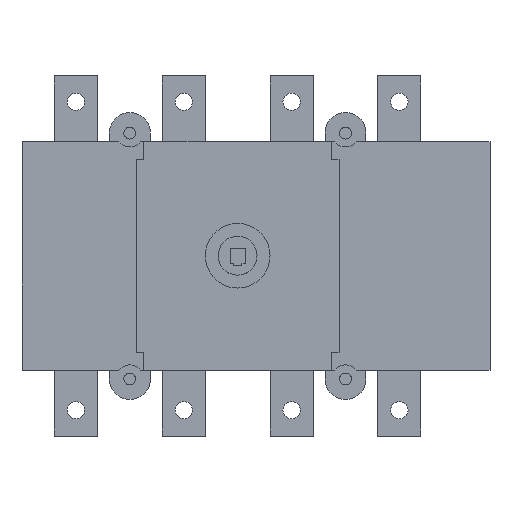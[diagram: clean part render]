
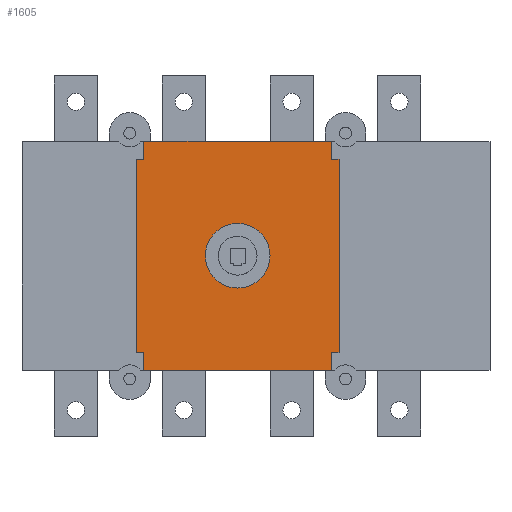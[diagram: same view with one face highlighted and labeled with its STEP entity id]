
A CAD part, top view. The second image highlights one B-rep face of the part: STEP entity #1605.
In plain terms, the highlighted planar face has unit normal (0, 0, 1).
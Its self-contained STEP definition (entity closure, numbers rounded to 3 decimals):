
#116=PLANE('',#2367);
#181=FACE_BOUND('',#454,.T.);
#286=FACE_OUTER_BOUND('',#453,.T.);
#453=EDGE_LOOP('',(#1413,#1414,#1415,#1416,#1417,#1418,#1419,#1420,#1421,
#1422,#1423,#1424));
#454=EDGE_LOOP('',(#1425));
#641=VERTEX_POINT('',#3537);
#642=VERTEX_POINT('',#3539);
#643=VERTEX_POINT('',#3543);
#644=VERTEX_POINT('',#3547);
#645=VERTEX_POINT('',#3551);
#646=VERTEX_POINT('',#3555);
#647=VERTEX_POINT('',#3559);
#648=VERTEX_POINT('',#3563);
#649=VERTEX_POINT('',#3567);
#650=VERTEX_POINT('',#3569);
#651=VERTEX_POINT('',#3571);
#652=VERTEX_POINT('',#3573);
#653=VERTEX_POINT('',#3576);
#898=EDGE_CURVE('',#641,#642,#1924,.T.);
#901=EDGE_CURVE('',#643,#641,#1927,.T.);
#903=EDGE_CURVE('',#644,#643,#1929,.T.);
#905=EDGE_CURVE('',#645,#644,#1931,.T.);
#907=EDGE_CURVE('',#646,#645,#1933,.T.);
#909=EDGE_CURVE('',#647,#646,#1935,.T.);
#911=EDGE_CURVE('',#648,#647,#1937,.T.);
#912=EDGE_CURVE('',#642,#649,#1938,.T.);
#913=EDGE_CURVE('',#650,#648,#1939,.T.);
#914=EDGE_CURVE('',#651,#650,#1940,.T.);
#915=EDGE_CURVE('',#652,#651,#1941,.T.);
#916=EDGE_CURVE('',#649,#652,#1942,.T.);
#917=EDGE_CURVE('',#653,#653,#1677,.T.);
#1413=ORIENTED_EDGE('',*,*,#912,.F.);
#1414=ORIENTED_EDGE('',*,*,#898,.F.);
#1415=ORIENTED_EDGE('',*,*,#901,.F.);
#1416=ORIENTED_EDGE('',*,*,#903,.F.);
#1417=ORIENTED_EDGE('',*,*,#905,.F.);
#1418=ORIENTED_EDGE('',*,*,#907,.F.);
#1419=ORIENTED_EDGE('',*,*,#909,.F.);
#1420=ORIENTED_EDGE('',*,*,#911,.F.);
#1421=ORIENTED_EDGE('',*,*,#913,.F.);
#1422=ORIENTED_EDGE('',*,*,#914,.F.);
#1423=ORIENTED_EDGE('',*,*,#915,.F.);
#1424=ORIENTED_EDGE('',*,*,#916,.F.);
#1425=ORIENTED_EDGE('',*,*,#917,.T.);
#1605=ADVANCED_FACE('',(#286,#181),#116,.T.);
#1677=CIRCLE('',#2368,15.);
#1924=LINE('',#3540,#2167);
#1927=LINE('',#3545,#2170);
#1929=LINE('',#3549,#2172);
#1931=LINE('',#3553,#2174);
#1933=LINE('',#3557,#2176);
#1935=LINE('',#3561,#2178);
#1937=LINE('',#3565,#2180);
#1938=LINE('',#3568,#2181);
#1939=LINE('',#3570,#2182);
#1940=LINE('',#3572,#2183);
#1941=LINE('',#3574,#2184);
#1942=LINE('',#3575,#2185);
#2167=VECTOR('',#2880,10.);
#2170=VECTOR('',#2885,10.);
#2172=VECTOR('',#2889,10.);
#2174=VECTOR('',#2893,10.);
#2176=VECTOR('',#2897,10.);
#2178=VECTOR('',#2901,10.);
#2180=VECTOR('',#2905,10.);
#2181=VECTOR('',#2908,10.);
#2182=VECTOR('',#2909,10.);
#2183=VECTOR('',#2910,10.);
#2184=VECTOR('',#2911,10.);
#2185=VECTOR('',#2912,10.);
#2367=AXIS2_PLACEMENT_3D('',#3566,#2906,#2907);
#2368=AXIS2_PLACEMENT_3D('',#3577,#2913,#2914);
#2880=DIRECTION('',(1.,0.,0.));
#2885=DIRECTION('',(0.,1.,0.));
#2889=DIRECTION('',(1.,0.,0.));
#2893=DIRECTION('',(0.,1.,0.));
#2897=DIRECTION('',(-1.,0.,0.));
#2901=DIRECTION('',(0.,1.,0.));
#2905=DIRECTION('',(-1.,0.,0.));
#2906=DIRECTION('center_axis',(0.,0.,1.));
#2907=DIRECTION('ref_axis',(1.,0.,0.));
#2908=DIRECTION('',(0.,-1.,0.));
#2909=DIRECTION('',(0.,-1.,0.));
#2910=DIRECTION('',(-1.,0.,0.));
#2911=DIRECTION('',(0.,-1.,0.));
#2912=DIRECTION('',(1.,0.,0.));
#2913=DIRECTION('center_axis',(0.,0.,-1.));
#2914=DIRECTION('ref_axis',(-1.,0.,0.));
#3537=CARTESIAN_POINT('',(56.5,53.,87.8));
#3539=CARTESIAN_POINT('',(143.5,53.,87.8));
#3540=CARTESIAN_POINT('',(56.5,53.,87.8));
#3543=CARTESIAN_POINT('',(56.5,44.8,87.8));
#3545=CARTESIAN_POINT('',(56.5,44.8,87.8));
#3547=CARTESIAN_POINT('',(53.,44.8,87.8));
#3549=CARTESIAN_POINT('',(53.,44.8,87.8));
#3551=CARTESIAN_POINT('',(53.,-44.8,87.8));
#3553=CARTESIAN_POINT('',(53.,-44.8,87.8));
#3555=CARTESIAN_POINT('',(56.5,-44.8,87.8));
#3557=CARTESIAN_POINT('',(56.5,-44.8,87.8));
#3559=CARTESIAN_POINT('',(56.5,-53.,87.8));
#3561=CARTESIAN_POINT('',(56.5,-53.,87.8));
#3563=CARTESIAN_POINT('',(143.5,-53.,87.8));
#3565=CARTESIAN_POINT('',(143.5,-53.,87.8));
#3566=CARTESIAN_POINT('Origin',(100.,0.,87.8));
#3567=CARTESIAN_POINT('',(143.5,44.8,87.8));
#3568=CARTESIAN_POINT('',(143.5,53.,87.8));
#3569=CARTESIAN_POINT('',(143.5,-44.8,87.8));
#3570=CARTESIAN_POINT('',(143.5,-44.8,87.8));
#3571=CARTESIAN_POINT('',(147.,-44.8,87.8));
#3572=CARTESIAN_POINT('',(147.,-44.8,87.8));
#3573=CARTESIAN_POINT('',(147.,44.8,87.8));
#3574=CARTESIAN_POINT('',(147.,44.8,87.8));
#3575=CARTESIAN_POINT('',(143.5,44.8,87.8));
#3576=CARTESIAN_POINT('',(115.,0.,87.8));
#3577=CARTESIAN_POINT('Origin',(100.,0.,87.8));
